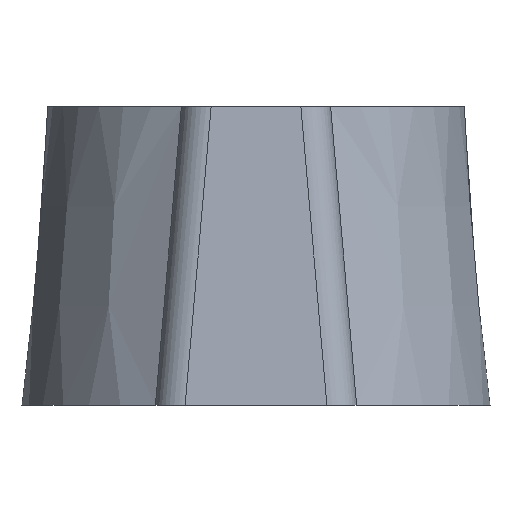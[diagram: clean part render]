
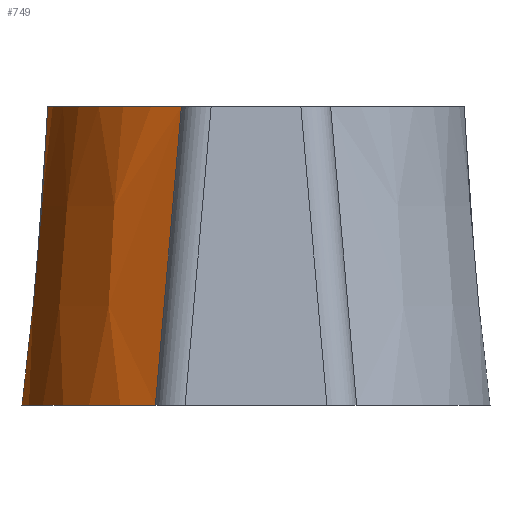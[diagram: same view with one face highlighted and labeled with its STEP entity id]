
A CAD part, front view. The second image highlights one B-rep face of the part: STEP entity #749.
In plain terms, the highlighted conical face has half-angle 5 degrees and reference radius 14 mm.
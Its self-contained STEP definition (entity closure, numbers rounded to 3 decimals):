
#23=(
BOUNDED_CURVE()
B_SPLINE_CURVE(2,(#1173,#1174,#1175),.UNSPECIFIED.,.F.,.F.)
B_SPLINE_CURVE_WITH_KNOTS((3,3),(0.,1.011),.UNSPECIFIED.)
CURVE()
GEOMETRIC_REPRESENTATION_ITEM()
RATIONAL_B_SPLINE_CURVE((1.,1.,1.))
REPRESENTATION_ITEM('')
);
#40=(
BOUNDED_CURVE()
B_SPLINE_CURVE(2,(#1255,#1256,#1257),.UNSPECIFIED.,.F.,.F.)
B_SPLINE_CURVE_WITH_KNOTS((3,3),(0.,1.011),.UNSPECIFIED.)
CURVE()
GEOMETRIC_REPRESENTATION_ITEM()
RATIONAL_B_SPLINE_CURVE((1.,1.,1.))
REPRESENTATION_ITEM('')
);
#47=(
BOUNDED_CURVE()
B_SPLINE_CURVE(2,(#1295,#1296,#1297),.UNSPECIFIED.,.F.,.F.)
B_SPLINE_CURVE_WITH_KNOTS((3,3),(-2.202,-0.192),
 .UNSPECIFIED.)
CURVE()
GEOMETRIC_REPRESENTATION_ITEM()
RATIONAL_B_SPLINE_CURVE((1.,1.,1.))
REPRESENTATION_ITEM('')
);
#48=(
BOUNDED_CURVE()
B_SPLINE_CURVE(2,(#1301,#1302,#1303),.UNSPECIFIED.,.F.,.F.)
B_SPLINE_CURVE_WITH_KNOTS((3,3),(-2.202,-0.192),
 .UNSPECIFIED.)
CURVE()
GEOMETRIC_REPRESENTATION_ITEM()
RATIONAL_B_SPLINE_CURVE((1.,1.,1.))
REPRESENTATION_ITEM('')
);
#105=FACE_OUTER_BOUND('',#147,.T.);
#147=EDGE_LOOP('',(#589,#590,#591,#592,#593,#594,#595,#596));
#269=CIRCLE('',#820,14.875);
#277=CIRCLE('',#843,14.);
#278=CIRCLE('',#844,15.75);
#279=CIRCLE('',#845,14.);
#303=VERTEX_POINT('',#1149);
#304=VERTEX_POINT('',#1150);
#313=VERTEX_POINT('',#1172);
#330=VERTEX_POINT('',#1254);
#337=VERTEX_POINT('',#1292);
#338=VERTEX_POINT('',#1294);
#339=VERTEX_POINT('',#1298);
#340=VERTEX_POINT('',#1300);
#387=EDGE_CURVE('',#303,#304,#269,.T.);
#397=EDGE_CURVE('',#304,#313,#23,.T.);
#421=EDGE_CURVE('',#330,#303,#40,.T.);
#433=EDGE_CURVE('',#337,#313,#277,.T.);
#434=EDGE_CURVE('',#337,#338,#47,.T.);
#435=EDGE_CURVE('',#338,#339,#278,.T.);
#436=EDGE_CURVE('',#340,#339,#48,.T.);
#437=EDGE_CURVE('',#330,#340,#279,.T.);
#589=ORIENTED_EDGE('',*,*,#421,.T.);
#590=ORIENTED_EDGE('',*,*,#387,.T.);
#591=ORIENTED_EDGE('',*,*,#397,.T.);
#592=ORIENTED_EDGE('',*,*,#433,.F.);
#593=ORIENTED_EDGE('',*,*,#434,.T.);
#594=ORIENTED_EDGE('',*,*,#435,.T.);
#595=ORIENTED_EDGE('',*,*,#436,.F.);
#596=ORIENTED_EDGE('',*,*,#437,.F.);
#725=CONICAL_SURFACE('',#842,14.,0.087);
#749=ADVANCED_FACE('',(#105),#725,.T.);
#820=AXIS2_PLACEMENT_3D('',#1151,#937,#938);
#842=AXIS2_PLACEMENT_3D('',#1291,#995,#996);
#843=AXIS2_PLACEMENT_3D('',#1293,#997,#998);
#844=AXIS2_PLACEMENT_3D('',#1299,#999,#1000);
#845=AXIS2_PLACEMENT_3D('',#1304,#1001,#1002);
#937=DIRECTION('center_axis',(0.,0.,-1.));
#938=DIRECTION('ref_axis',(1.,0.,0.));
#995=DIRECTION('center_axis',(0.,0.,-1.));
#996=DIRECTION('ref_axis',(-1.,0.,0.));
#997=DIRECTION('center_axis',(0.,0.,1.));
#998=DIRECTION('ref_axis',(1.,0.,0.));
#999=DIRECTION('center_axis',(0.,0.,1.));
#1000=DIRECTION('ref_axis',(1.,0.,0.));
#1001=DIRECTION('center_axis',(0.,0.,1.));
#1002=DIRECTION('ref_axis',(1.,0.,0.));
#1149=CARTESIAN_POINT('',(140.385,36.438,-10.));
#1150=CARTESIAN_POINT('',(143.681,43.439,-10.));
#1151=CARTESIAN_POINT('Origin',(155.027,33.82,-10.));
#1172=CARTESIAN_POINT('',(145.131,43.722,0.));
#1173=CARTESIAN_POINT('Ctrl Pts',(143.681,43.439,-10.));
#1174=CARTESIAN_POINT('Ctrl Pts',(144.414,43.598,-4.784));
#1175=CARTESIAN_POINT('Ctrl Pts',(145.131,43.722,0.));
#1254=CARTESIAN_POINT('',(141.089,35.139,0.));
#1255=CARTESIAN_POINT('Ctrl Pts',(141.089,35.139,0.));
#1256=CARTESIAN_POINT('Ctrl Pts',(140.729,35.772,-4.784));
#1257=CARTESIAN_POINT('Ctrl Pts',(140.385,36.438,-10.));
#1291=CARTESIAN_POINT('Origin',(155.027,33.82,0.));
#1292=CARTESIAN_POINT('',(150.027,46.897,0.));
#1293=CARTESIAN_POINT('Origin',(155.027,33.82,0.));
#1294=CARTESIAN_POINT('',(148.277,48.05,-20.));
#1295=CARTESIAN_POINT('Ctrl Pts',(150.027,46.897,0.));
#1296=CARTESIAN_POINT('Ctrl Pts',(149.189,47.474,-9.578));
#1297=CARTESIAN_POINT('Ctrl Pts',(148.277,48.05,-20.));
#1298=CARTESIAN_POINT('',(148.277,19.59,-20.));
#1299=CARTESIAN_POINT('Origin',(155.027,33.82,-20.));
#1300=CARTESIAN_POINT('',(150.027,20.743,0.));
#1301=CARTESIAN_POINT('Ctrl Pts',(150.027,20.743,0.));
#1302=CARTESIAN_POINT('Ctrl Pts',(149.189,20.167,-9.578));
#1303=CARTESIAN_POINT('Ctrl Pts',(148.277,19.59,-20.));
#1304=CARTESIAN_POINT('Origin',(155.027,33.82,0.));
